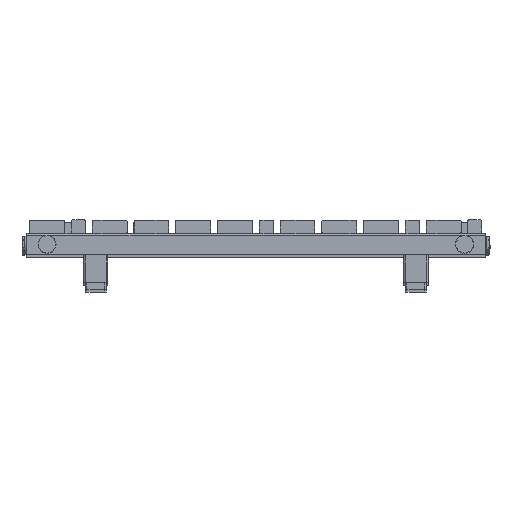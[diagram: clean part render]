
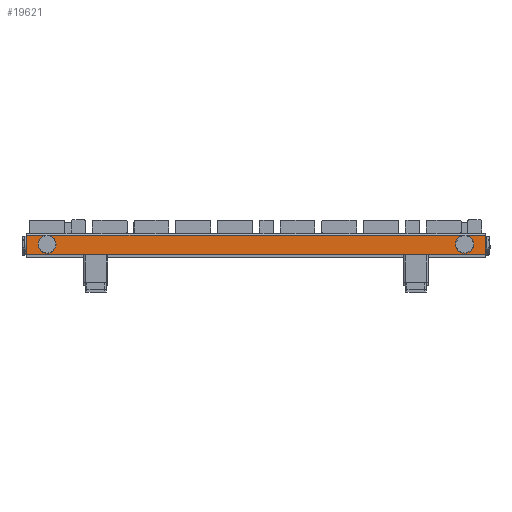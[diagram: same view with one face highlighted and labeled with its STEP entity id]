
A CAD part, top view. The second image highlights one B-rep face of the part: STEP entity #19621.
In plain terms, the highlighted planar face has unit normal (0, 0, 1).
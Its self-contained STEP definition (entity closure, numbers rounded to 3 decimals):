
#5967=CARTESIAN_POINT('',(5370.,0.,2070.));
#5968=DIRECTION('',(0.,0.,-1.));
#5969=DIRECTION('',(0.,-1.,0.));
#5970=AXIS2_PLACEMENT_3D('',#5967,#5968,#5969);
#5975=CARTESIAN_POINT('',(5370.,0.,2070.));
#5976=DIRECTION('',(0.,0.,-1.));
#5977=DIRECTION('',(0.195,0.981,0.));
#5978=AXIS2_PLACEMENT_3D('',#5975,#5976,#5977);
#5983=DIRECTION('',(1.,0.,0.));
#5984=VECTOR('',#5983,594.926);
#5985=CARTESIAN_POINT('',(5372.537,12.75,2070.));
#5986=LINE('',#5985,#5984);
#5990=CARTESIAN_POINT('',(5970.,0.,2070.));
#5991=DIRECTION('',(0.,0.,-1.));
#5992=DIRECTION('',(0.,-1.,0.));
#5993=AXIS2_PLACEMENT_3D('',#5990,#5991,#5992);
#5998=CARTESIAN_POINT('',(5970.,0.,2070.));
#5999=DIRECTION('',(0.,0.,-1.));
#6000=DIRECTION('',(0.195,0.981,0.));
#6001=AXIS2_PLACEMENT_3D('',#5998,#5999,#6000);
#6006=DIRECTION('',(1.,0.,0.));
#6007=VECTOR('',#6006,27.463);
#6008=CARTESIAN_POINT('',(5972.537,12.75,2070.));
#6009=LINE('',#6008,#6007);
#6013=DIRECTION('',(0.,-1.,0.));
#6014=VECTOR('',#6013,27.75);
#6015=CARTESIAN_POINT('',(6000.,12.75,2070.));
#6016=LINE('',#6015,#6014);
#6020=DIRECTION('',(0.,1.,0.));
#6021=VECTOR('',#6020,27.75);
#6022=CARTESIAN_POINT('',(5340.,-15.,2070.));
#6023=LINE('',#6022,#6021);
#6027=DIRECTION('',(1.,0.,0.));
#6028=VECTOR('',#6027,27.463);
#6029=CARTESIAN_POINT('',(5340.,12.75,2070.));
#6030=LINE('',#6029,#6028);
#6207=DIRECTION('',(1.,0.,0.));
#6208=VECTOR('',#6207,660.);
#6209=CARTESIAN_POINT('',(5340.,-15.,2070.));
#6210=LINE('',#6209,#6208);
#14468=CARTESIAN_POINT('',(6000.,12.75,2070.));
#14470=VERTEX_POINT('',#14468);
#14476=CARTESIAN_POINT('',(5340.,12.75,2070.));
#14478=VERTEX_POINT('',#14476);
#14493=CARTESIAN_POINT('',(5967.463,12.75,2070.));
#14494=CARTESIAN_POINT('',(5972.537,12.75,2070.));
#14495=VERTEX_POINT('',#14493);
#14496=VERTEX_POINT('',#14494);
#14497=CARTESIAN_POINT('',(5970.,-13.,2070.));
#14498=VERTEX_POINT('',#14497);
#14509=CARTESIAN_POINT('',(5367.463,12.75,2070.));
#14510=CARTESIAN_POINT('',(5372.537,12.75,2070.));
#14511=VERTEX_POINT('',#14509);
#14512=VERTEX_POINT('',#14510);
#14513=CARTESIAN_POINT('',(5370.,-13.,2070.));
#14514=VERTEX_POINT('',#14513);
#15721=CARTESIAN_POINT('',(6000.,-15.,2070.));
#15723=VERTEX_POINT('',#15721);
#15727=CARTESIAN_POINT('',(5340.,-15.,2070.));
#15728=VERTEX_POINT('',#15727);
#19599=CARTESIAN_POINT('',(0.,12.75,2070.));
#19600=DIRECTION('',(0.,0.,1.));
#19601=DIRECTION('',(0.,-1.,0.));
#19602=AXIS2_PLACEMENT_3D('',#19599,#19600,#19601);
#19603=PLANE('',#19602);
#19605=ORIENTED_EDGE('',*,*,#19604,.F.);
#19607=ORIENTED_EDGE('',*,*,#19606,.F.);
#19608=ORIENTED_EDGE('',*,*,#18164,.T.);
#19610=ORIENTED_EDGE('',*,*,#19609,.F.);
#19612=ORIENTED_EDGE('',*,*,#19611,.F.);
#19613=ORIENTED_EDGE('',*,*,#18160,.T.);
#19614=ORIENTED_EDGE('',*,*,#19512,.T.);
#19616=ORIENTED_EDGE('',*,*,#19615,.F.);
#19617=ORIENTED_EDGE('',*,*,#19569,.T.);
#19618=ORIENTED_EDGE('',*,*,#18168,.T.);
#19619=EDGE_LOOP('',(#19605,#19607,#19608,#19610,#19612,#19613,#19614,#19616,
#19617,#19618));
#19620=FACE_OUTER_BOUND('',#19619,.F.);
#5971=CIRCLE('',#5970,13.);
#5979=CIRCLE('',#5978,13.);
#5994=CIRCLE('',#5993,13.);
#6002=CIRCLE('',#6001,13.);
#18160=EDGE_CURVE('',#14496,#14470,#6009,.T.);
#18164=EDGE_CURVE('',#14512,#14495,#5986,.T.);
#18168=EDGE_CURVE('',#14478,#14511,#6030,.T.);
#19512=EDGE_CURVE('',#14470,#15723,#6016,.T.);
#19569=EDGE_CURVE('',#15728,#14478,#6023,.T.);
#19604=EDGE_CURVE('',#14514,#14511,#5971,.T.);
#19606=EDGE_CURVE('',#14512,#14514,#5979,.T.);
#19609=EDGE_CURVE('',#14498,#14495,#5994,.T.);
#19611=EDGE_CURVE('',#14496,#14498,#6002,.T.);
#19615=EDGE_CURVE('',#15728,#15723,#6210,.T.);
#19621=ADVANCED_FACE('',(#19620),#19603,.T.);
